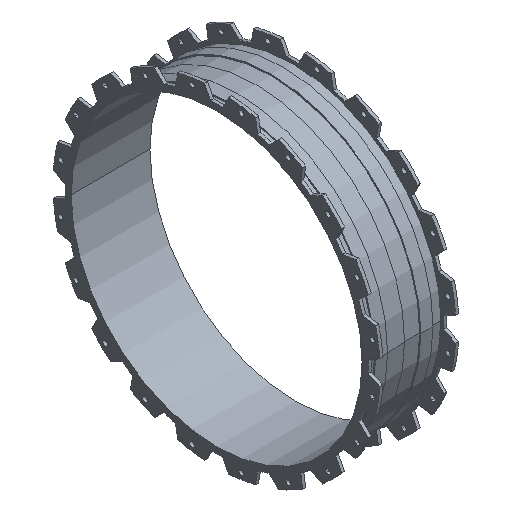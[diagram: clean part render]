
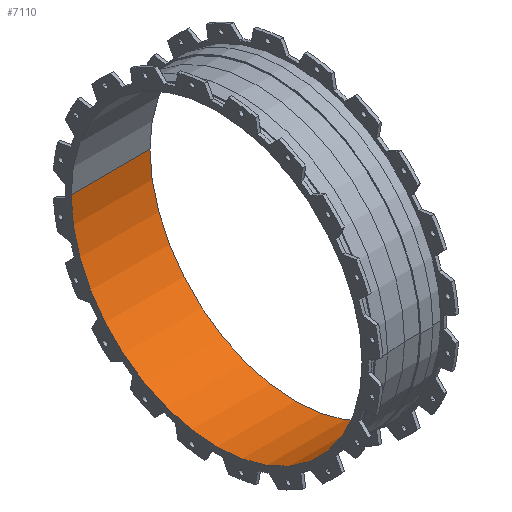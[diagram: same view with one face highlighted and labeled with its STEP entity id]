
A CAD part, isometric view. The second image highlights one B-rep face of the part: STEP entity #7110.
In plain terms, the highlighted cylindrical face has radius 6096 mm (diameter 12192 mm), a partial arc.
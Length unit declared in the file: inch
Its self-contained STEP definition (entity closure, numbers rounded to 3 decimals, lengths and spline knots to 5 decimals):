
#877=DIRECTION('',(1.,0.,0.));
#878=VECTOR('',#877,130.);
#879=CARTESIAN_POINT('',(-90.,240.,0.));
#880=LINE('',#879,#878);
#892=DIRECTION('',(1.,0.,0.));
#893=VECTOR('',#892,130.);
#894=CARTESIAN_POINT('',(-90.,-240.,0.));
#895=LINE('',#894,#893);
#899=CARTESIAN_POINT('',(-90.,0.,0.));
#900=DIRECTION('',(-1.,0.,0.));
#901=DIRECTION('',(0.,1.,0.));
#902=AXIS2_PLACEMENT_3D('',#899,#900,#901);
#907=CARTESIAN_POINT('',(40.,0.,0.));
#908=DIRECTION('',(-1.,0.,0.));
#909=DIRECTION('',(0.,1.,0.));
#910=AXIS2_PLACEMENT_3D('',#907,#908,#909);
#5767=CARTESIAN_POINT('',(-90.,240.,0.));
#5768=CARTESIAN_POINT('',(40.,240.,0.));
#5769=VERTEX_POINT('',#5767);
#5770=VERTEX_POINT('',#5768);
#5791=CARTESIAN_POINT('',(-90.,-240.,0.));
#5792=CARTESIAN_POINT('',(40.,-240.,0.));
#5793=VERTEX_POINT('',#5791);
#5794=VERTEX_POINT('',#5792);
#7098=CARTESIAN_POINT('',(46.5,0.,0.));
#7099=DIRECTION('',(-1.,0.,0.));
#7100=DIRECTION('',(0.,1.,0.));
#7101=AXIS2_PLACEMENT_3D('',#7098,#7099,#7100);
#7102=CYLINDRICAL_SURFACE('',#7101,240.);
#7103=ORIENTED_EDGE('',*,*,#7081,.T.);
#7105=ORIENTED_EDGE('',*,*,#7104,.T.);
#7106=ORIENTED_EDGE('',*,*,#7084,.F.);
#7107=ORIENTED_EDGE('',*,*,#6944,.F.);
#7108=EDGE_LOOP('',(#7103,#7105,#7106,#7107));
#7109=FACE_OUTER_BOUND('',#7108,.F.);
#903=CIRCLE('',#902,240.);
#911=CIRCLE('',#910,240.);
#6944=EDGE_CURVE('',#5769,#5793,#903,.T.);
#7081=EDGE_CURVE('',#5769,#5770,#880,.T.);
#7084=EDGE_CURVE('',#5793,#5794,#895,.T.);
#7104=EDGE_CURVE('',#5770,#5794,#911,.T.);
#7110=ADVANCED_FACE('',(#7109),#7102,.F.);
